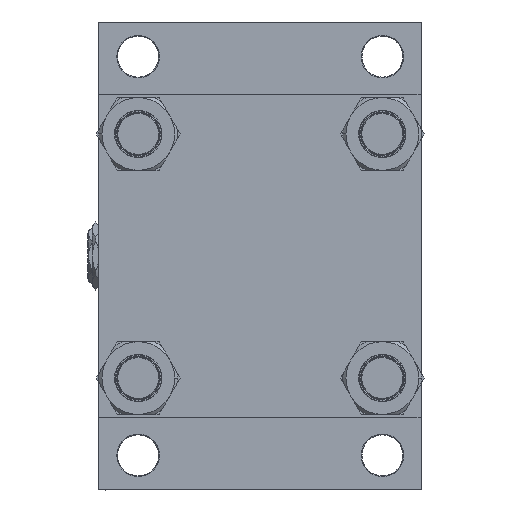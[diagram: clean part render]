
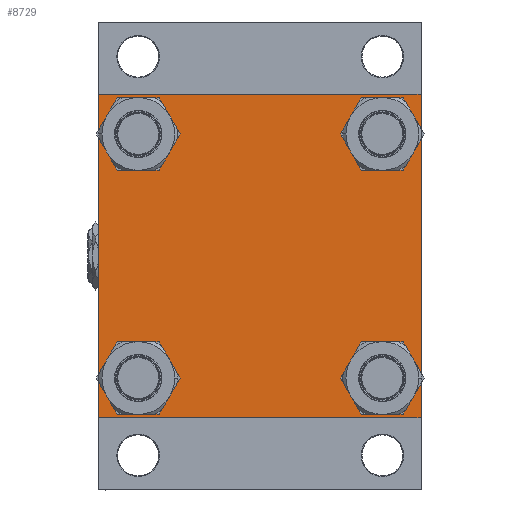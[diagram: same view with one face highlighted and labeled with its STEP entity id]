
A CAD part, left-side view. The second image highlights one B-rep face of the part: STEP entity #8729.
In plain terms, the highlighted planar face has unit normal (-1, 0, 0).
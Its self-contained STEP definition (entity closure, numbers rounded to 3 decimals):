
#33 = AXIS2_PLACEMENT_3D ( 'NONE', #19035, #47825, #36858 ) ;
#403 = EDGE_LOOP ( 'NONE', ( #33595, #30442, #25415, #36441, #8374, #48185, #16456, #34183 ) ) ;
#627 = CARTESIAN_POINT ( 'NONE',  ( 0., -77.45, 77.45 ) ) ;
#948 = LINE ( 'NONE', #1201, #25131 ) ;
#1201 = CARTESIAN_POINT ( 'NONE',  ( 0., 102.5, 102.5 ) ) ;
#2136 = DIRECTION ( 'NONE',  ( 0., -0.707, 0.707 ) ) ;
#2155 = VERTEX_POINT ( 'NONE', #7280 ) ;
#2282 = CARTESIAN_POINT ( 'NONE',  ( 0., -102.5, 102.5 ) ) ;
#2297 = CIRCLE ( 'NONE', #46994, 14. ) ;
#2389 = DIRECTION ( 'NONE',  ( 0., 0., 1. ) ) ;
#2637 = CARTESIAN_POINT ( 'NONE',  ( 0., -102., 102.5 ) ) ;
#3004 = CARTESIAN_POINT ( 'NONE',  ( 0., -102.25, 102.25 ) ) ;
#3118 = DIRECTION ( 'NONE',  ( 1., 0., 0. ) ) ;
#3476 = EDGE_CURVE ( 'NONE', #8465, #35772, #5209, .T. ) ;
#3847 = DIRECTION ( 'NONE',  ( 0., 0., 1. ) ) ;
#3863 = EDGE_CURVE ( 'NONE', #9206, #2155, #40708, .T. ) ;
#3864 = DIRECTION ( 'NONE',  ( 0., 0., 1. ) ) ;
#4610 = VECTOR ( 'NONE', #22289, 1000. ) ;
#4686 = DIRECTION ( 'NONE',  ( 1., 0., 0. ) ) ;
#4797 = ORIENTED_EDGE ( 'NONE', *, *, #13605, .T. ) ;
#5209 = LINE ( 'NONE', #33180, #14116 ) ;
#5436 = CARTESIAN_POINT ( 'NONE',  ( 0., -77.45, 63.45 ) ) ;
#5635 = ORIENTED_EDGE ( 'NONE', *, *, #13966, .T. ) ;
#5656 = AXIS2_PLACEMENT_3D ( 'NONE', #18393, #8390, #30093 ) ;
#6101 = CIRCLE ( 'NONE', #28871, 14. ) ;
#7280 = CARTESIAN_POINT ( 'NONE',  ( 0., 102.5, 102. ) ) ;
#7499 = LINE ( 'NONE', #42620, #50212 ) ;
#7927 = AXIS2_PLACEMENT_3D ( 'NONE', #48317, #44489, #36095 ) ;
#8082 = CIRCLE ( 'NONE', #5656, 14. ) ;
#8353 = FACE_BOUND ( 'NONE', #24543, .T. ) ;
#8374 = ORIENTED_EDGE ( 'NONE', *, *, #8603, .F. ) ;
#8390 = DIRECTION ( 'NONE',  ( 1., 0., 0. ) ) ;
#8465 = VERTEX_POINT ( 'NONE', #29254 ) ;
#8603 = EDGE_CURVE ( 'NONE', #18806, #35772, #34069, .T. ) ;
#8729 = ADVANCED_FACE ( 'NONE', ( #12435, #11666, #8353, #38400, #23363 ), #17253, .T. ) ;
#9033 = DIRECTION ( 'NONE',  ( 1., 0., 0. ) ) ;
#9173 = VERTEX_POINT ( 'NONE', #2637 ) ;
#9206 = VERTEX_POINT ( 'NONE', #11712 ) ;
#9328 = EDGE_LOOP ( 'NONE', ( #46553, #4797 ) ) ;
#9854 = CIRCLE ( 'NONE', #22829, 14. ) ;
#10722 = EDGE_CURVE ( 'NONE', #14876, #46428, #49064, .T. ) ;
#11328 = CARTESIAN_POINT ( 'NONE',  ( 0., 77.45, -91.45 ) ) ;
#11666 = FACE_BOUND ( 'NONE', #37142, .T. ) ;
#11712 = CARTESIAN_POINT ( 'NONE',  ( 0., 102., 102.5 ) ) ;
#12435 = FACE_BOUND ( 'NONE', #39354, .T. ) ;
#13104 = CARTESIAN_POINT ( 'NONE',  ( 0., 77.45, -77.45 ) ) ;
#13487 = ORIENTED_EDGE ( 'NONE', *, *, #48760, .T. ) ;
#13605 = EDGE_CURVE ( 'NONE', #34253, #45562, #24241, .T. ) ;
#13966 = EDGE_CURVE ( 'NONE', #24749, #31562, #2297, .T. ) ;
#14116 = VECTOR ( 'NONE', #2136, 1000. ) ;
#14240 = DIRECTION ( 'NONE',  ( 0., -1., 0. ) ) ;
#14876 = VERTEX_POINT ( 'NONE', #48703 ) ;
#15310 = DIRECTION ( 'NONE',  ( 1., 0., 0. ) ) ;
#15642 = CARTESIAN_POINT ( 'NONE',  ( 0., 77.45, -63.45 ) ) ;
#16093 = AXIS2_PLACEMENT_3D ( 'NONE', #31465, #39117, #30025 ) ;
#16456 = ORIENTED_EDGE ( 'NONE', *, *, #41026, .F. ) ;
#16722 = DIRECTION ( 'NONE',  ( 0., 0., -1. ) ) ;
#17253 = PLANE ( 'NONE',  #7927 ) ;
#17606 = ORIENTED_EDGE ( 'NONE', *, *, #22019, .T. ) ;
#17658 = DIRECTION ( 'NONE',  ( 0., 0., 1. ) ) ;
#17767 = CARTESIAN_POINT ( 'NONE',  ( 0., -77.45, -91.45 ) ) ;
#17961 = EDGE_CURVE ( 'NONE', #18806, #9173, #19014, .T. ) ;
#18393 = CARTESIAN_POINT ( 'NONE',  ( 0., -77.45, 77.45 ) ) ;
#18671 = CIRCLE ( 'NONE', #34917, 14. ) ;
#18806 = VERTEX_POINT ( 'NONE', #22052 ) ;
#19014 = LINE ( 'NONE', #3004, #36599 ) ;
#19035 = CARTESIAN_POINT ( 'NONE',  ( 0., -77.45, -77.45 ) ) ;
#19821 = EDGE_CURVE ( 'NONE', #43254, #24460, #21975, .T. ) ;
#21324 = ORIENTED_EDGE ( 'NONE', *, *, #19821, .T. ) ;
#21918 = EDGE_CURVE ( 'NONE', #45562, #34253, #9854, .T. ) ;
#21975 = CIRCLE ( 'NONE', #33, 14. ) ;
#22019 = EDGE_CURVE ( 'NONE', #34464, #35272, #31861, .T. ) ;
#22052 = CARTESIAN_POINT ( 'NONE',  ( 0., -102.5, 102. ) ) ;
#22289 = DIRECTION ( 'NONE',  ( 0., -0.707, -0.707 ) ) ;
#22523 = VECTOR ( 'NONE', #14240, 1000. ) ;
#22829 = AXIS2_PLACEMENT_3D ( 'NONE', #32929, #9033, #2389 ) ;
#23363 = FACE_OUTER_BOUND ( 'NONE', #403, .T. ) ;
#23871 = CARTESIAN_POINT ( 'NONE',  ( 0., -102.5, -102. ) ) ;
#24241 = CIRCLE ( 'NONE', #16093, 14. ) ;
#24292 = DIRECTION ( 'NONE',  ( 0., 0., 1. ) ) ;
#24460 = VERTEX_POINT ( 'NONE', #26445 ) ;
#24543 = EDGE_LOOP ( 'NONE', ( #17606, #40217 ) ) ;
#24749 = VERTEX_POINT ( 'NONE', #33529 ) ;
#25131 = VECTOR ( 'NONE', #16722, 1000. ) ;
#25391 = CARTESIAN_POINT ( 'NONE',  ( 0., 102.25, -102.25 ) ) ;
#25415 = ORIENTED_EDGE ( 'NONE', *, *, #39709, .T. ) ;
#25781 = CARTESIAN_POINT ( 'NONE',  ( 0., 77.45, 91.45 ) ) ;
#26437 = DIRECTION ( 'NONE',  ( 0., 0., -1. ) ) ;
#26445 = CARTESIAN_POINT ( 'NONE',  ( 0., -77.45, -63.45 ) ) ;
#26949 = AXIS2_PLACEMENT_3D ( 'NONE', #13104, #40082, #17658 ) ;
#28871 = AXIS2_PLACEMENT_3D ( 'NONE', #30094, #3118, #3864 ) ;
#29254 = CARTESIAN_POINT ( 'NONE',  ( 0., -102., -102.5 ) ) ;
#30025 = DIRECTION ( 'NONE',  ( 0., 0., 1. ) ) ;
#30093 = DIRECTION ( 'NONE',  ( 0., 0., 1. ) ) ;
#30094 = CARTESIAN_POINT ( 'NONE',  ( 0., 77.45, -77.45 ) ) ;
#30225 = DIRECTION ( 'NONE',  ( 0., 0.707, 0.707 ) ) ;
#30442 = ORIENTED_EDGE ( 'NONE', *, *, #10722, .T. ) ;
#30573 = CARTESIAN_POINT ( 'NONE',  ( 0., 102., -102.5 ) ) ;
#31452 = VECTOR ( 'NONE', #26437, 1000. ) ;
#31465 = CARTESIAN_POINT ( 'NONE',  ( 0., 77.45, 77.45 ) ) ;
#31562 = VERTEX_POINT ( 'NONE', #5436 ) ;
#31861 = CIRCLE ( 'NONE', #26949, 14. ) ;
#32929 = CARTESIAN_POINT ( 'NONE',  ( 0., 77.45, 77.45 ) ) ;
#33180 = CARTESIAN_POINT ( 'NONE',  ( 0., -102.25, -102.25 ) ) ;
#33529 = CARTESIAN_POINT ( 'NONE',  ( 0., -77.45, 91.45 ) ) ;
#33595 = ORIENTED_EDGE ( 'NONE', *, *, #47420, .T. ) ;
#33819 = LINE ( 'NONE', #49128, #22523 ) ;
#34069 = LINE ( 'NONE', #2282, #31452 ) ;
#34183 = ORIENTED_EDGE ( 'NONE', *, *, #3863, .T. ) ;
#34253 = VERTEX_POINT ( 'NONE', #40639 ) ;
#34464 = VERTEX_POINT ( 'NONE', #15642 ) ;
#34723 = DIRECTION ( 'NONE',  ( 0., -1., 0. ) ) ;
#34733 = EDGE_CURVE ( 'NONE', #35272, #34464, #6101, .T. ) ;
#34917 = AXIS2_PLACEMENT_3D ( 'NONE', #50209, #15310, #3847 ) ;
#35272 = VERTEX_POINT ( 'NONE', #11328 ) ;
#35772 = VERTEX_POINT ( 'NONE', #23871 ) ;
#36095 = DIRECTION ( 'NONE',  ( 0., 0., 1. ) ) ;
#36441 = ORIENTED_EDGE ( 'NONE', *, *, #3476, .T. ) ;
#36599 = VECTOR ( 'NONE', #30225, 1000. ) ;
#36858 = DIRECTION ( 'NONE',  ( 0., 0., 1. ) ) ;
#37142 = EDGE_LOOP ( 'NONE', ( #13487, #21324 ) ) ;
#37145 = CARTESIAN_POINT ( 'NONE',  ( 0., 102.25, 102.25 ) ) ;
#38400 = FACE_BOUND ( 'NONE', #9328, .T. ) ;
#39117 = DIRECTION ( 'NONE',  ( 1., 0., 0. ) ) ;
#39354 = EDGE_LOOP ( 'NONE', ( #5635, #40422 ) ) ;
#39709 = EDGE_CURVE ( 'NONE', #46428, #8465, #33819, .T. ) ;
#40082 = DIRECTION ( 'NONE',  ( 1., 0., 0. ) ) ;
#40217 = ORIENTED_EDGE ( 'NONE', *, *, #34733, .T. ) ;
#40422 = ORIENTED_EDGE ( 'NONE', *, *, #44991, .T. ) ;
#40639 = CARTESIAN_POINT ( 'NONE',  ( 0., 77.45, 63.45 ) ) ;
#40708 = LINE ( 'NONE', #37145, #47448 ) ;
#41026 = EDGE_CURVE ( 'NONE', #9206, #9173, #7499, .T. ) ;
#42620 = CARTESIAN_POINT ( 'NONE',  ( 0., 102.5, 102.5 ) ) ;
#43254 = VERTEX_POINT ( 'NONE', #17767 ) ;
#44489 = DIRECTION ( 'NONE',  ( -1., 0., 0. ) ) ;
#44991 = EDGE_CURVE ( 'NONE', #31562, #24749, #8082, .T. ) ;
#45285 = DIRECTION ( 'NONE',  ( 0., 0.707, -0.707 ) ) ;
#45562 = VERTEX_POINT ( 'NONE', #25781 ) ;
#46428 = VERTEX_POINT ( 'NONE', #30573 ) ;
#46553 = ORIENTED_EDGE ( 'NONE', *, *, #21918, .T. ) ;
#46994 = AXIS2_PLACEMENT_3D ( 'NONE', #627, #4686, #24292 ) ;
#47420 = EDGE_CURVE ( 'NONE', #2155, #14876, #948, .T. ) ;
#47448 = VECTOR ( 'NONE', #45285, 1000. ) ;
#47825 = DIRECTION ( 'NONE',  ( 1., 0., 0. ) ) ;
#48185 = ORIENTED_EDGE ( 'NONE', *, *, #17961, .T. ) ;
#48317 = CARTESIAN_POINT ( 'NONE',  ( 0., 0., 0. ) ) ;
#48703 = CARTESIAN_POINT ( 'NONE',  ( 0., 102.5, -102. ) ) ;
#48760 = EDGE_CURVE ( 'NONE', #24460, #43254, #18671, .T. ) ;
#49064 = LINE ( 'NONE', #25391, #4610 ) ;
#49128 = CARTESIAN_POINT ( 'NONE',  ( 0., 102.5, -102.5 ) ) ;
#50209 = CARTESIAN_POINT ( 'NONE',  ( 0., -77.45, -77.45 ) ) ;
#50212 = VECTOR ( 'NONE', #34723, 1000. ) ;
